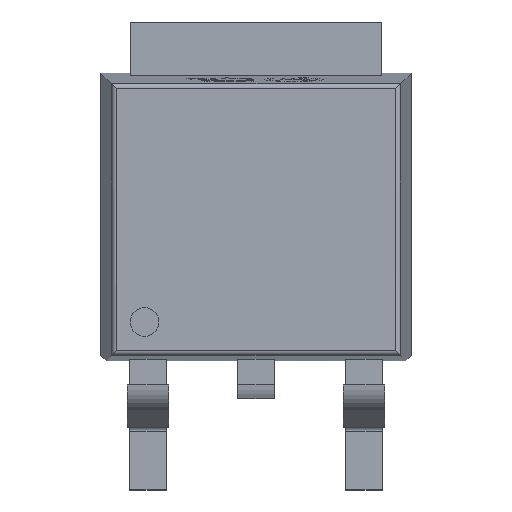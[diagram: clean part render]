
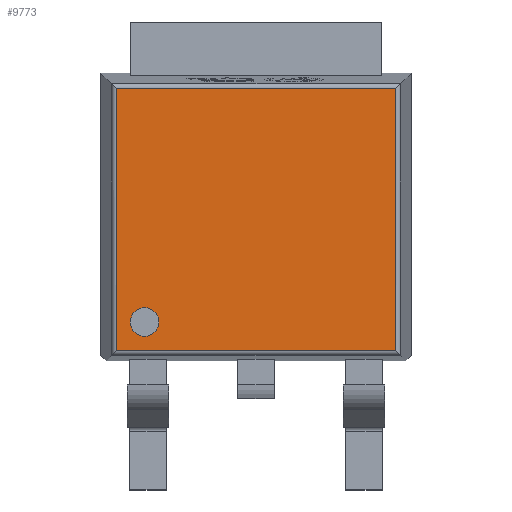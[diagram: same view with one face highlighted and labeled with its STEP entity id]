
A CAD part, top view. The second image highlights one B-rep face of the part: STEP entity #9773.
In plain terms, the highlighted planar face has unit normal (0, 0, 1).
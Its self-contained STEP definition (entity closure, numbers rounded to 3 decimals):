
#245 = CARTESIAN_POINT ( 'NONE',  ( -2.661, -1.401, 2.29 ) ) ;
#1109 = EDGE_CURVE ( 'NONE', #6022, #3983, #12101, .T. ) ;
#1386 = AXIS2_PLACEMENT_3D ( 'NONE', #14628, #9955, #4109 ) ;
#1661 = CIRCLE ( 'NONE', #7616, 0.302 ) ;
#1816 = CARTESIAN_POINT ( 'NONE',  ( 2.958, 0.825, 2.29 ) ) ;
#2074 = FACE_BOUND ( 'NONE', #14419, .T. ) ;
#2222 = LINE ( 'NONE', #13349, #5916 ) ;
#2879 = CARTESIAN_POINT ( 'NONE',  ( -2.958, 0.825, 2.29 ) ) ;
#3028 = DIRECTION ( 'NONE',  ( 0., -1., 0. ) ) ;
#3111 = CARTESIAN_POINT ( 'NONE',  ( -2.358, -1.401, 2.29 ) ) ;
#3148 = EDGE_CURVE ( 'NONE', #12274, #14612, #1661, .T. ) ;
#3284 = FACE_OUTER_BOUND ( 'NONE', #7283, .T. ) ;
#3385 = VECTOR ( 'NONE', #3028, 1000. ) ;
#3759 = ORIENTED_EDGE ( 'NONE', *, *, #14273, .F. ) ;
#3811 = VERTEX_POINT ( 'NONE', #9727 ) ;
#3855 = CARTESIAN_POINT ( 'NONE',  ( 3.048, -2.009, 2.29 ) ) ;
#3983 = VERTEX_POINT ( 'NONE', #11224 ) ;
#4109 = DIRECTION ( 'NONE',  ( 1., 0., 0. ) ) ;
#4869 = DIRECTION ( 'NONE',  ( 0., 0., 1. ) ) ;
#5183 = LINE ( 'NONE', #3855, #6239 ) ;
#5916 = VECTOR ( 'NONE', #14790, 1000. ) ;
#6022 = VERTEX_POINT ( 'NONE', #13119 ) ;
#6187 = ORIENTED_EDGE ( 'NONE', *, *, #3148, .F. ) ;
#6239 = VECTOR ( 'NONE', #11826, 1000. ) ;
#6288 = ORIENTED_EDGE ( 'NONE', *, *, #1109, .T. ) ;
#7225 = CARTESIAN_POINT ( 'NONE',  ( 0., 0.825, 2.29 ) ) ;
#7283 = EDGE_LOOP ( 'NONE', ( #11413, #11994, #7490, #6288 ) ) ;
#7490 = ORIENTED_EDGE ( 'NONE', *, *, #11685, .T. ) ;
#7511 = EDGE_CURVE ( 'NONE', #13364, #3811, #13081, .T. ) ;
#7616 = AXIS2_PLACEMENT_3D ( 'NONE', #3111, #8893, #12278 ) ;
#7806 = PLANE ( 'NONE',  #9374 ) ;
#8893 = DIRECTION ( 'NONE',  ( 0., 0., 1. ) ) ;
#9374 = AXIS2_PLACEMENT_3D ( 'NONE', #7225, #4869, #12975 ) ;
#9727 = CARTESIAN_POINT ( 'NONE',  ( -2.958, -2.009, 2.29 ) ) ;
#9773 = ADVANCED_FACE ( 'NONE', ( #2074, #3284 ), #7806, .T. ) ;
#9840 = DIRECTION ( 'NONE',  ( 0., 1., 0. ) ) ;
#9955 = DIRECTION ( 'NONE',  ( 0., 0., 1. ) ) ;
#10678 = VECTOR ( 'NONE', #9840, 1000. ) ;
#11224 = CARTESIAN_POINT ( 'NONE',  ( 2.958, 3.544, 2.29 ) ) ;
#11413 = ORIENTED_EDGE ( 'NONE', *, *, #14663, .T. ) ;
#11685 = EDGE_CURVE ( 'NONE', #3811, #6022, #5183, .T. ) ;
#11826 = DIRECTION ( 'NONE',  ( 1., 0., 0. ) ) ;
#11994 = ORIENTED_EDGE ( 'NONE', *, *, #7511, .T. ) ;
#12101 = LINE ( 'NONE', #1816, #10678 ) ;
#12274 = VERTEX_POINT ( 'NONE', #13264 ) ;
#12278 = DIRECTION ( 'NONE',  ( 1., 0., 0. ) ) ;
#12975 = DIRECTION ( 'NONE',  ( 1., 0., 0. ) ) ;
#13081 = LINE ( 'NONE', #2879, #3385 ) ;
#13119 = CARTESIAN_POINT ( 'NONE',  ( 2.958, -2.009, 2.29 ) ) ;
#13264 = CARTESIAN_POINT ( 'NONE',  ( -2.056, -1.401, 2.29 ) ) ;
#13329 = CARTESIAN_POINT ( 'NONE',  ( -2.958, 3.544, 2.29 ) ) ;
#13349 = CARTESIAN_POINT ( 'NONE',  ( -3.048, 3.544, 2.29 ) ) ;
#13364 = VERTEX_POINT ( 'NONE', #13329 ) ;
#14273 = EDGE_CURVE ( 'NONE', #14612, #12274, #14304, .T. ) ;
#14304 = CIRCLE ( 'NONE', #1386, 0.302 ) ;
#14419 = EDGE_LOOP ( 'NONE', ( #6187, #3759 ) ) ;
#14612 = VERTEX_POINT ( 'NONE', #245 ) ;
#14628 = CARTESIAN_POINT ( 'NONE',  ( -2.358, -1.401, 2.29 ) ) ;
#14663 = EDGE_CURVE ( 'NONE', #3983, #13364, #2222, .T. ) ;
#14790 = DIRECTION ( 'NONE',  ( -1., 0., 0. ) ) ;
